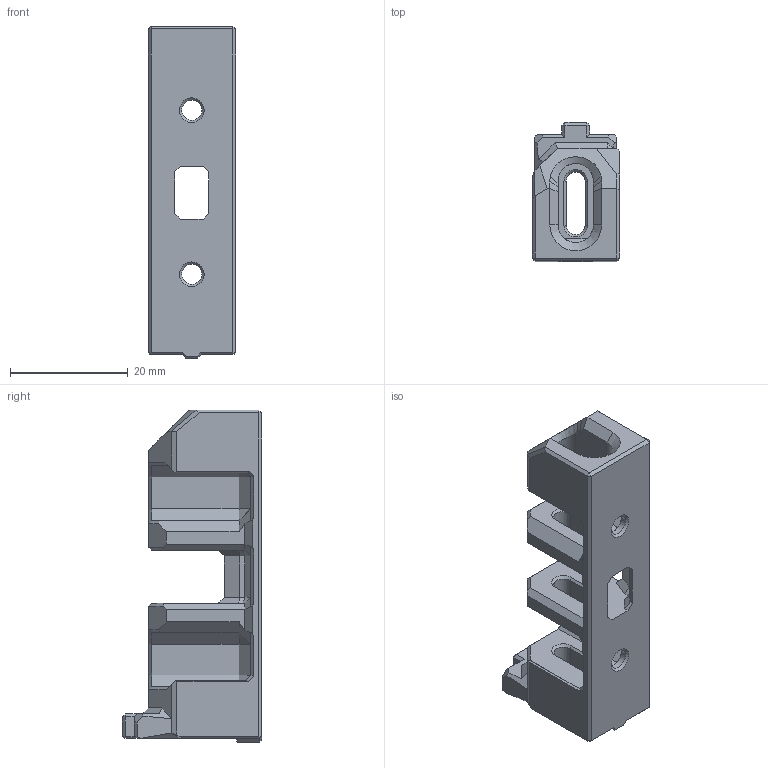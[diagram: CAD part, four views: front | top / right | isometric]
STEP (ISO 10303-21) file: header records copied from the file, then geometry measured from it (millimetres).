
FILE_DESCRIPTION(/* description */ (''),/* implementation_level */ '2;1');
FILE_NAME(/* name */ 'Idler_A_B_x1.step',/* time_stamp */ '2025-12-31T11:45:11-05:00',/* author */ (''),/* organization */ (''),/* preprocessor_version */ 'ST-DEVELOPER v20.1',/* originating_system */ 'Autodesk Translation Framework v14.21.0.0',/* authorisation */ '');
FILE_SCHEMA (('AUTOMOTIVE_DESIGN { 1 0 10303 214 3 1 1 }'));
Length unit declared in the file: millimetre
Products named in the file (1): Idler_A
Bounding box: 14.9 x 23.67 x 56.51 mm (x, y, z)
Volume: 7517.1 mm3; surface area: 5345.2 mm2
Topology: 1 solids, 1 shells, 246 faces, 625 edges, 378 vertices
Faces by surface type: plane 209, cone 20, cylinder 13, bspline 4
Full cylindrical faces by diameter (mm): 3.4 x2
Entity records: 7835 total; most frequent: CARTESIAN_POINT 1913, ORIENTED_EDGE 1250, DIRECTION 1144, EDGE_CURVE 625, LINE 564, VECTOR 564, VERTEX_POINT 378, AXIS2_PLACEMENT_3D 290
